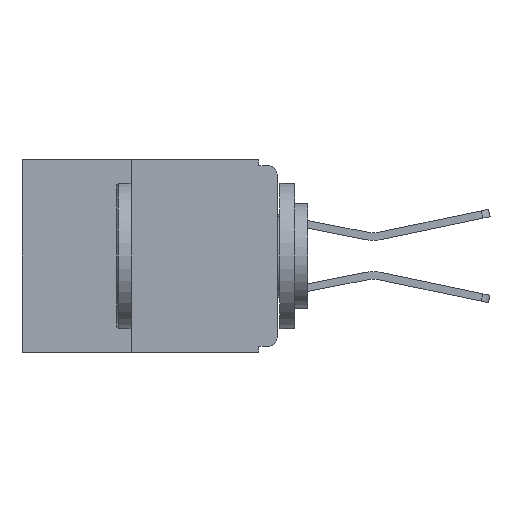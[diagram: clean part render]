
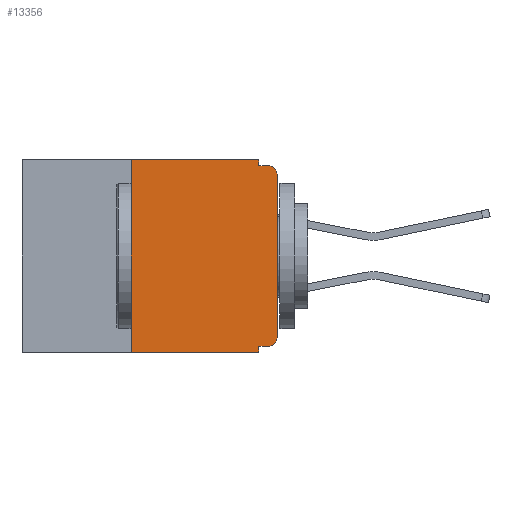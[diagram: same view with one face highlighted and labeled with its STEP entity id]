
A CAD part, left-side view. The second image highlights one B-rep face of the part: STEP entity #13356.
In plain terms, the highlighted planar face has unit normal (-1, 0, 0).
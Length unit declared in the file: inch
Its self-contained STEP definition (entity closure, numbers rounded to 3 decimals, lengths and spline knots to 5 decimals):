
#785 = EDGE_CURVE ( 'NONE', #3128, #8079, #12298, .T. ) ;
#881 = DIRECTION ( 'NONE',  ( 0., 0., -1. ) ) ;
#894 = CARTESIAN_POINT ( 'NONE',  ( 0., 0.031, -0.33 ) ) ;
#1811 = DIRECTION ( 'NONE',  ( 0., -1., 0. ) ) ;
#1823 = VECTOR ( 'NONE', #5216, 39.37008 ) ;
#2136 = DIRECTION ( 'NONE',  ( 0., 0., 1. ) ) ;
#2453 = CARTESIAN_POINT ( 'NONE',  ( 0., 0.437, 0. ) ) ;
#2633 = VECTOR ( 'NONE', #3027, 39.37008 ) ;
#2673 = VERTEX_POINT ( 'NONE', #18614 ) ;
#3027 = DIRECTION ( 'NONE',  ( 0., 0., -1. ) ) ;
#3128 = VERTEX_POINT ( 'NONE', #5791 ) ;
#3215 = CARTESIAN_POINT ( 'NONE',  ( 0., 0.25, -0.33 ) ) ;
#3368 = CARTESIAN_POINT ( 'NONE',  ( 0., 0., -0.025 ) ) ;
#3497 = CARTESIAN_POINT ( 'NONE',  ( 0., 0.031, 0. ) ) ;
#3546 = VERTEX_POINT ( 'NONE', #18521 ) ;
#3586 = CARTESIAN_POINT ( 'NONE',  ( 0., 0.437, -0.33 ) ) ;
#4666 = VERTEX_POINT ( 'NONE', #9168 ) ;
#4952 = CIRCLE ( 'NONE', #6189, 0.015 ) ;
#5216 = DIRECTION ( 'NONE',  ( 0., 0., -1. ) ) ;
#5501 = CARTESIAN_POINT ( 'NONE',  ( 0., 0.031, 0. ) ) ;
#5791 = CARTESIAN_POINT ( 'NONE',  ( 0., 0.25, -0.33 ) ) ;
#6072 = CARTESIAN_POINT ( 'NONE',  ( 0., 0.25, 0. ) ) ;
#6189 = AXIS2_PLACEMENT_3D ( 'NONE', #7744, #19508, #9467 ) ;
#6839 = CARTESIAN_POINT ( 'NONE',  ( 0., 0., -0.01 ) ) ;
#7208 = LINE ( 'NONE', #2453, #15650 ) ;
#7411 = CARTESIAN_POINT ( 'NONE',  ( 0., 0.015, -0.025 ) ) ;
#7574 = ORIENTED_EDGE ( 'NONE', *, *, #18093, .F. ) ;
#7575 = DIRECTION ( 'NONE',  ( 0., 1., 0. ) ) ;
#7737 = EDGE_CURVE ( 'NONE', #8079, #19971, #7208, .T. ) ;
#7744 = CARTESIAN_POINT ( 'NONE',  ( 0., 0.015, -0.305 ) ) ;
#7757 = VECTOR ( 'NONE', #14828, 39.37008 ) ;
#7987 = EDGE_CURVE ( 'NONE', #10673, #10695, #11994, .T. ) ;
#8079 = VERTEX_POINT ( 'NONE', #6072 ) ;
#8193 = EDGE_CURVE ( 'NONE', #10695, #15909, #20055, .T. ) ;
#8895 = ORIENTED_EDGE ( 'NONE', *, *, #14483, .T. ) ;
#9110 = DIRECTION ( 'NONE',  ( 0., 0., -1. ) ) ;
#9168 = CARTESIAN_POINT ( 'NONE',  ( 0., 0.031, -0.01 ) ) ;
#9252 = FACE_OUTER_BOUND ( 'NONE', #18276, .T. ) ;
#9435 = CARTESIAN_POINT ( 'NONE',  ( 0., 0.437, 0. ) ) ;
#9467 = DIRECTION ( 'NONE',  ( 0., 0., -1. ) ) ;
#9994 = ORIENTED_EDGE ( 'NONE', *, *, #785, .F. ) ;
#10252 = DIRECTION ( 'NONE',  ( 0., -1., 0. ) ) ;
#10673 = VERTEX_POINT ( 'NONE', #18238 ) ;
#10695 = VERTEX_POINT ( 'NONE', #19982 ) ;
#11132 = DIRECTION ( 'NONE',  ( 1., 0., 0. ) ) ;
#11354 = LINE ( 'NONE', #6839, #19723 ) ;
#11662 = AXIS2_PLACEMENT_3D ( 'NONE', #9435, #11132, #881 ) ;
#11680 = EDGE_CURVE ( 'NONE', #10673, #2673, #4952, .T. ) ;
#11994 = LINE ( 'NONE', #19266, #15901 ) ;
#12298 = LINE ( 'NONE', #3215, #7757 ) ;
#12311 = VECTOR ( 'NONE', #1811, 39.37008 ) ;
#12404 = ORIENTED_EDGE ( 'NONE', *, *, #8193, .F. ) ;
#13070 = EDGE_CURVE ( 'NONE', #3128, #15909, #16775, .T. ) ;
#13200 = CARTESIAN_POINT ( 'NONE',  ( 0., 0.031, -0.33 ) ) ;
#13356 = ADVANCED_FACE ( 'NONE', ( #9252 ), #21057, .F. ) ;
#13416 = ORIENTED_EDGE ( 'NONE', *, *, #7987, .F. ) ;
#13648 = EDGE_CURVE ( 'NONE', #4666, #3546, #11354, .T. ) ;
#14176 = ORIENTED_EDGE ( 'NONE', *, *, #13648, .F. ) ;
#14483 = EDGE_CURVE ( 'NONE', #2673, #21126, #21749, .T. ) ;
#14828 = DIRECTION ( 'NONE',  ( 0., 0., 1. ) ) ;
#14973 = ORIENTED_EDGE ( 'NONE', *, *, #13070, .T. ) ;
#15328 = DIRECTION ( 'NONE',  ( 0., -1., 0. ) ) ;
#15650 = VECTOR ( 'NONE', #15328, 39.37008 ) ;
#15693 = CIRCLE ( 'NONE', #18978, 0.015 ) ;
#15722 = CARTESIAN_POINT ( 'NONE',  ( 0., 0., 0. ) ) ;
#15901 = VECTOR ( 'NONE', #7575, 39.37008 ) ;
#15909 = VERTEX_POINT ( 'NONE', #894 ) ;
#16775 = LINE ( 'NONE', #3586, #12311 ) ;
#16854 = VECTOR ( 'NONE', #2136, 39.37008 ) ;
#17007 = EDGE_CURVE ( 'NONE', #21126, #3546, #15693, .T. ) ;
#17588 = ORIENTED_EDGE ( 'NONE', *, *, #17007, .T. ) ;
#18093 = EDGE_CURVE ( 'NONE', #19971, #4666, #20851, .T. ) ;
#18238 = CARTESIAN_POINT ( 'NONE',  ( 0., 0.015, -0.32 ) ) ;
#18276 = EDGE_LOOP ( 'NONE', ( #8895, #17588, #14176, #7574, #20709, #9994, #14973, #12404, #13416, #20971 ) ) ;
#18521 = CARTESIAN_POINT ( 'NONE',  ( 0., 0.015, -0.01 ) ) ;
#18614 = CARTESIAN_POINT ( 'NONE',  ( 0., 0., -0.305 ) ) ;
#18978 = AXIS2_PLACEMENT_3D ( 'NONE', #7411, #19173, #9110 ) ;
#19173 = DIRECTION ( 'NONE',  ( -1., 0., 0. ) ) ;
#19266 = CARTESIAN_POINT ( 'NONE',  ( 0., 0., -0.32 ) ) ;
#19508 = DIRECTION ( 'NONE',  ( -1., 0., 0. ) ) ;
#19723 = VECTOR ( 'NONE', #10252, 39.37008 ) ;
#19971 = VERTEX_POINT ( 'NONE', #5501 ) ;
#19982 = CARTESIAN_POINT ( 'NONE',  ( 0., 0.031, -0.32 ) ) ;
#20055 = LINE ( 'NONE', #13200, #2633 ) ;
#20709 = ORIENTED_EDGE ( 'NONE', *, *, #7737, .F. ) ;
#20851 = LINE ( 'NONE', #3497, #1823 ) ;
#20971 = ORIENTED_EDGE ( 'NONE', *, *, #11680, .T. ) ;
#21057 = PLANE ( 'NONE',  #11662 ) ;
#21126 = VERTEX_POINT ( 'NONE', #3368 ) ;
#21749 = LINE ( 'NONE', #15722, #16854 ) ;
